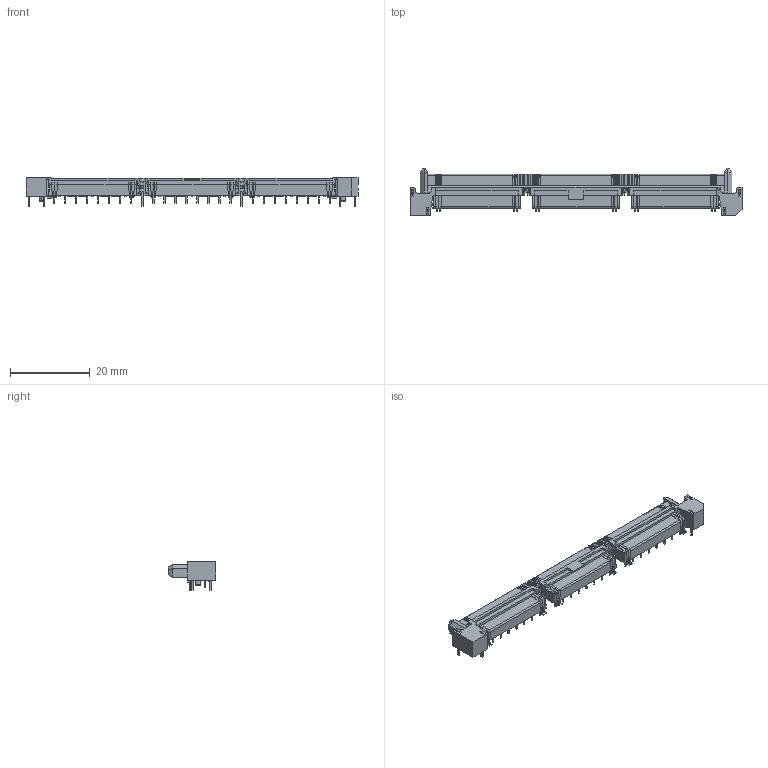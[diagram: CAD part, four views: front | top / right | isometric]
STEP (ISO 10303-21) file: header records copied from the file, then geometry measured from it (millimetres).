
FILE_DESCRIPTION((''),'2;1');
FILE_NAME('SAMTEC_QRM8-078-01-L-RA-GP.stp','2013-05-27T12:30:35',(''),(''),'Mechanical Desktop 2011','Mechanical Desktop 2011',', , ');
FILE_SCHEMA(('AUTOMOTIVE_DESIGN { 1 2 10303 214 1 1 1 1 }'));
Length unit declared in the file: millimetre
Products named in the file (1): Product
Bounding box: 83.06 x 11.8 x 7.25 mm (x, y, z)
Volume: 1657.6 mm3; surface area: 4273.8 mm2
Topology: 81 solids, 81 shells, 2142 faces, 5810 edges, 3822 vertices
Faces by surface type: plane 1836, cylinder 270, bspline 34, torus 2
Entity records: 66814 total; most frequent: CARTESIAN_POINT 12380, ORIENTED_EDGE 11620, DIRECTION 10580, EDGE_CURVE 5810, VECTOR 5252, LINE 5252, VERTEX_POINT 3822, AXIS2_PLACEMENT_3D 2664
